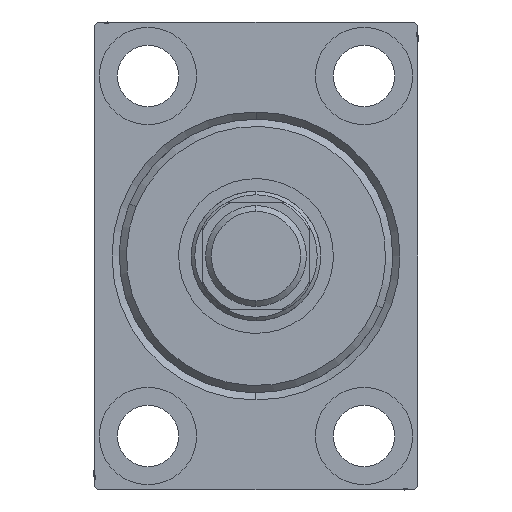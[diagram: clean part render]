
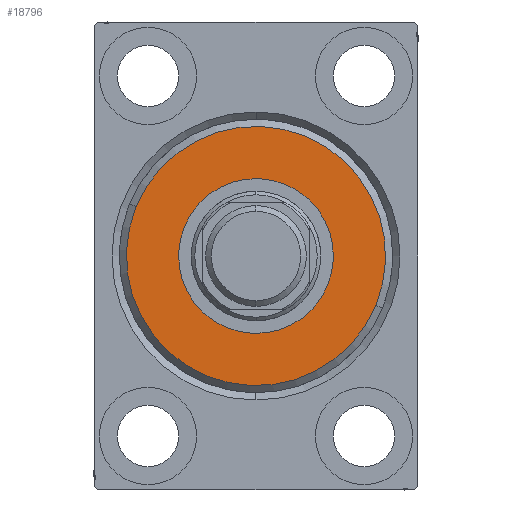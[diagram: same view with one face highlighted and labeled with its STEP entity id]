
A CAD part, left-side view. The second image highlights one B-rep face of the part: STEP entity #18796.
In plain terms, the highlighted face is planar.
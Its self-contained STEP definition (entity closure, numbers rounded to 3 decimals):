
#2723 = ORIENTED_EDGE ( 'NONE', *, *, #3610, .T. ) ;
#3191 = AXIS2_PLACEMENT_3D ( 'NONE', #10406, #10864, #7004 ) ;
#3610 = EDGE_CURVE ( 'NONE', #8563, #38990, #18760, .T. ) ;
#4164 = CARTESIAN_POINT ( 'NONE',  ( 3., 0., 0. ) ) ;
#4417 = DIRECTION ( 'NONE',  ( 1., 0., 0. ) ) ;
#7004 = DIRECTION ( 'NONE',  ( 0., 0., -1. ) ) ;
#8083 = EDGE_LOOP ( 'NONE', ( #43462, #43346 ) ) ;
#8563 = VERTEX_POINT ( 'NONE', #43263 ) ;
#8626 = DIRECTION ( 'NONE',  ( -1., 0., 0. ) ) ;
#10406 = CARTESIAN_POINT ( 'NONE',  ( 3., 0., 0. ) ) ;
#10599 = CARTESIAN_POINT ( 'NONE',  ( 3., 0., -18. ) ) ;
#10734 = FACE_BOUND ( 'NONE', #8083, .T. ) ;
#10864 = DIRECTION ( 'NONE',  ( -1., 0., 0. ) ) ;
#11022 = AXIS2_PLACEMENT_3D ( 'NONE', #13489, #31699, #21914 ) ;
#13489 = CARTESIAN_POINT ( 'NONE',  ( 3., 0., 0. ) ) ;
#17447 = CARTESIAN_POINT ( 'NONE',  ( 3., 0., 0. ) ) ;
#17806 = PLANE ( 'NONE',  #11022 ) ;
#18760 = CIRCLE ( 'NONE', #32575, 18. ) ;
#18796 = ADVANCED_FACE ( 'NONE', ( #41943, #10734 ), #17806, .T. ) ;
#20520 = EDGE_CURVE ( 'NONE', #38990, #8563, #20522, .T. ) ;
#20522 = CIRCLE ( 'NONE', #26365, 18. ) ;
#21914 = DIRECTION ( 'NONE',  ( 0., 0., -1. ) ) ;
#22709 = AXIS2_PLACEMENT_3D ( 'NONE', #33001, #8626, #40055 ) ;
#23237 = CARTESIAN_POINT ( 'NONE',  ( 3., 0., 10.75 ) ) ;
#23555 = CIRCLE ( 'NONE', #3191, 10.75 ) ;
#23848 = DIRECTION ( 'NONE',  ( 0., 0., -1. ) ) ;
#24725 = EDGE_CURVE ( 'NONE', #34022, #37237, #23555, .T. ) ;
#26365 = AXIS2_PLACEMENT_3D ( 'NONE', #4164, #42413, #39003 ) ;
#28244 = EDGE_CURVE ( 'NONE', #37237, #34022, #33579, .T. ) ;
#31162 = ORIENTED_EDGE ( 'NONE', *, *, #20520, .T. ) ;
#31699 = DIRECTION ( 'NONE',  ( 1., 0., 0. ) ) ;
#32575 = AXIS2_PLACEMENT_3D ( 'NONE', #17447, #4417, #23848 ) ;
#33001 = CARTESIAN_POINT ( 'NONE',  ( 3., 0., 0. ) ) ;
#33579 = CIRCLE ( 'NONE', #22709, 10.75 ) ;
#34022 = VERTEX_POINT ( 'NONE', #23237 ) ;
#37237 = VERTEX_POINT ( 'NONE', #40419 ) ;
#38990 = VERTEX_POINT ( 'NONE', #10599 ) ;
#39003 = DIRECTION ( 'NONE',  ( 0., 0., -1. ) ) ;
#40055 = DIRECTION ( 'NONE',  ( 0., 0., -1. ) ) ;
#40419 = CARTESIAN_POINT ( 'NONE',  ( 3., 0., -10.75 ) ) ;
#41943 = FACE_OUTER_BOUND ( 'NONE', #44595, .T. ) ;
#42413 = DIRECTION ( 'NONE',  ( 1., 0., 0. ) ) ;
#43263 = CARTESIAN_POINT ( 'NONE',  ( 3., 0., 18. ) ) ;
#43346 = ORIENTED_EDGE ( 'NONE', *, *, #28244, .T. ) ;
#43462 = ORIENTED_EDGE ( 'NONE', *, *, #24725, .T. ) ;
#44595 = EDGE_LOOP ( 'NONE', ( #2723, #31162 ) ) ;
